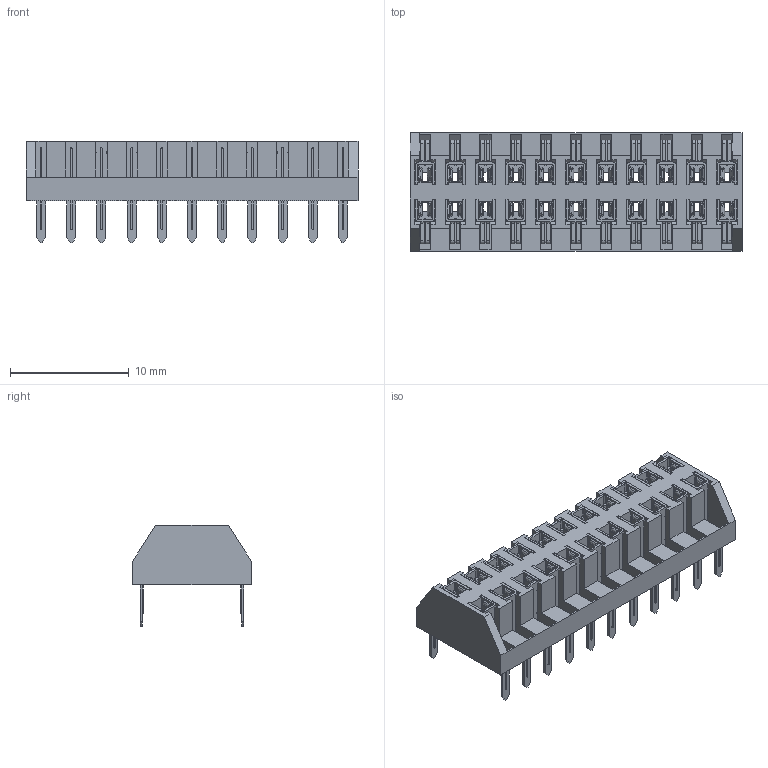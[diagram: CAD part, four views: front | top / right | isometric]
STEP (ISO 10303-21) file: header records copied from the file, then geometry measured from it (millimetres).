
FILE_DESCRIPTION( ('This file contains a STEP AP42 implementation' ,'as created by ZW3D STEP Interface translator.') ,'2;1' );
FILE_NAME( '2150T-2XXWXXCUNX2.stp' ,'23 419.14 613', (''), ('ZWCAD Software Co.'), 'Version 1.0', 'ZW3D to STEP translator', '' );
FILE_SCHEMA(('AUTOMOTIVE_DESIGN { 1 0 10303 214 1 1 1 1 }'));
Length unit declared in the file: millimetre
Products named in the file (1): 0
Bounding box: 27.94 x 10 x 8.5 mm (x, y, z)
Volume: 777.9 mm3; surface area: 2800.1 mm2
Topology: 1 solids, 1 shells, 3596 faces, 10976 edges, 6876 vertices
Faces by surface type: plane 2364, cylinder 1144, bspline 88
Entity records: 157956 total; most frequent: CARTESIAN_POINT 73017, ORIENTED_EDGE 21600, EDGE_CURVE 10800, DIRECTION 10074, B_SPLINE_CURVE_WITH_KNOTS 7744, VERTEX_POINT 6876, EDGE_LOOP 3750, FACE_OUTER_BOUND 3596
